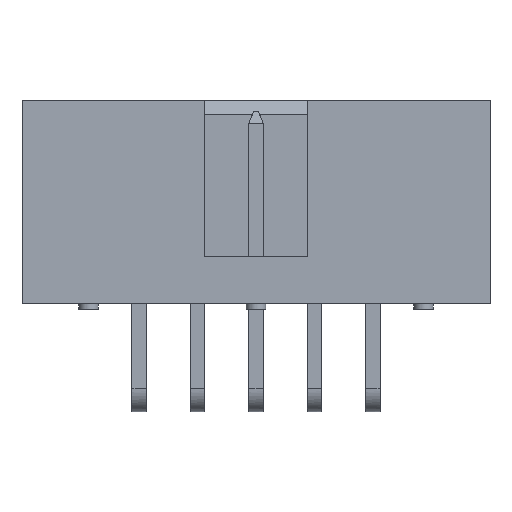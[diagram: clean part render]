
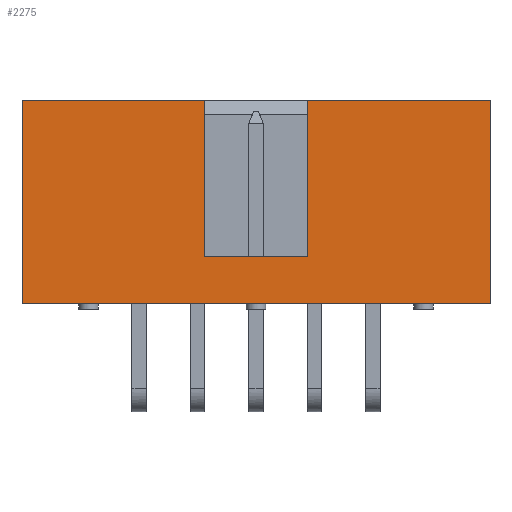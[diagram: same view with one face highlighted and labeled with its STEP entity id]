
A CAD part, front view. The second image highlights one B-rep face of the part: STEP entity #2275.
In plain terms, the highlighted planar face has unit normal (0, -1, 0).
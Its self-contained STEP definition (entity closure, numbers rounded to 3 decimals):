
#2275=ADVANCED_FACE('',(#2586),#6269,.T.);
#2586=FACE_OUTER_BOUND('',#2907,.T.);
#2907=EDGE_LOOP('',(#3415));
#3415=ORIENTED_EDGE('',*,*,#4202,.T.);
#4202=EDGE_CURVE('',#5672,#5672,#4964,.T.);
#4964=B_SPLINE_CURVE_WITH_KNOTS('',1,(#8527,#8528,#8529,#8530,#8531,#8532,
#8533,#8534,#8535),.UNSPECIFIED.,.T.,.F.,(2,1,1,1,1,1,1,1,2),(0.,1.,2.,3.,
4.,5.,6.,7.,8.),.UNSPECIFIED.);
#5672=VERTEX_POINT('',#8526);
#6269=PLANE('',#6565);
#6565=AXIS2_PLACEMENT_3D('',#8525,#6844,$);
#6844=DIRECTION('',(0.,-1.,0.));
#8525=CARTESIAN_POINT('',(10.18,-4.425,4.425));
#8526=CARTESIAN_POINT('',(2.25,-4.425,4.425));
#8527=CARTESIAN_POINT('',(2.25,-4.425,4.425));
#8528=CARTESIAN_POINT('',(2.25,-4.425,-2.375));
#8529=CARTESIAN_POINT('',(-2.25,-4.425,-2.375));
#8530=CARTESIAN_POINT('',(-2.25,-4.425,4.425));
#8531=CARTESIAN_POINT('',(-10.18,-4.425,4.425));
#8532=CARTESIAN_POINT('',(-10.18,-4.425,-4.425));
#8533=CARTESIAN_POINT('',(10.18,-4.425,-4.425));
#8534=CARTESIAN_POINT('',(10.18,-4.425,4.425));
#8535=CARTESIAN_POINT('',(2.25,-4.425,4.425));
